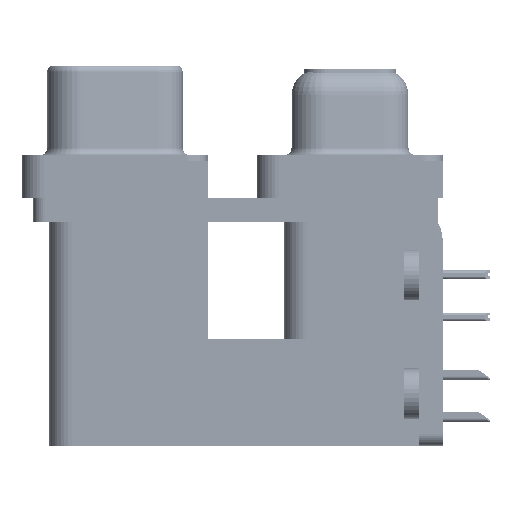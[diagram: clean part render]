
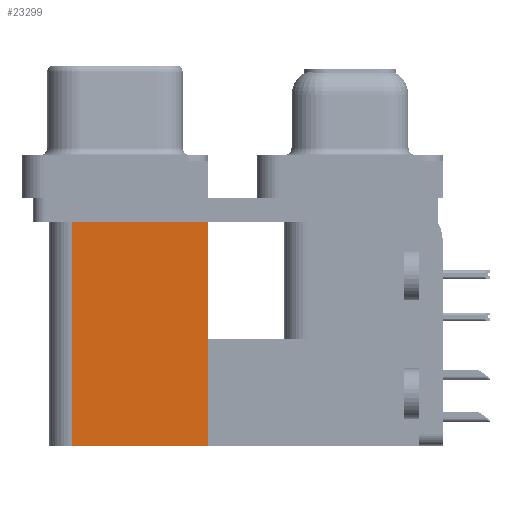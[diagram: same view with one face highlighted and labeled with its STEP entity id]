
A CAD part, left-side view. The second image highlights one B-rep face of the part: STEP entity #23299.
In plain terms, the highlighted planar face has unit normal (-1, 0, 0).
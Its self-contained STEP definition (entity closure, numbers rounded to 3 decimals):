
#2148 = CARTESIAN_POINT ( 'NONE',  ( 3.7, 18.8, -19.2 ) ) ;
#2562 = DIRECTION ( 'NONE',  ( 0., 0., 1. ) ) ;
#4241 = ORIENTED_EDGE ( 'NONE', *, *, #19829, .F. ) ;
#4557 = CARTESIAN_POINT ( 'NONE',  ( 3.7, 9.6, -2.5 ) ) ;
#6203 = ORIENTED_EDGE ( 'NONE', *, *, #50721, .T. ) ;
#10901 = CARTESIAN_POINT ( 'NONE',  ( 3.7, 9.6, -19.2 ) ) ;
#13236 = CARTESIAN_POINT ( 'NONE',  ( 3.7, 9.6, -19.2 ) ) ;
#14160 = CARTESIAN_POINT ( 'NONE',  ( 3.7, 9.6, -2.5 ) ) ;
#16152 = EDGE_CURVE ( 'NONE', #49625, #29631, #53554, .T. ) ;
#18497 = LINE ( 'NONE', #31230, #32869 ) ;
#19829 = EDGE_CURVE ( 'NONE', #20076, #51608, #30061, .T. ) ;
#20076 = VERTEX_POINT ( 'NONE', #10901 ) ;
#22599 = EDGE_LOOP ( 'NONE', ( #24217, #43541, #4241, #6203 ) ) ;
#23299 = ADVANCED_FACE ( 'NONE', ( #43083 ), #52623, .F. ) ;
#24129 = AXIS2_PLACEMENT_3D ( 'NONE', #13236, #35240, #34659 ) ;
#24217 = ORIENTED_EDGE ( 'NONE', *, *, #16152, .T. ) ;
#25715 = DIRECTION ( 'NONE',  ( 0., 1., 0. ) ) ;
#27698 = VECTOR ( 'NONE', #2562, 1000. ) ;
#29631 = VERTEX_POINT ( 'NONE', #54246 ) ;
#30061 = LINE ( 'NONE', #47754, #54398 ) ;
#31230 = CARTESIAN_POINT ( 'NONE',  ( 3.7, 18.8, -19.2 ) ) ;
#32869 = VECTOR ( 'NONE', #48929, 1000. ) ;
#34659 = DIRECTION ( 'NONE',  ( 0., 0., -1. ) ) ;
#35240 = DIRECTION ( 'NONE',  ( 1., 0., 0. ) ) ;
#37629 = VECTOR ( 'NONE', #44855, 1000. ) ;
#42868 = CARTESIAN_POINT ( 'NONE',  ( 3.7, 9.6, -19.2 ) ) ;
#43083 = FACE_OUTER_BOUND ( 'NONE', #22599, .T. ) ;
#43541 = ORIENTED_EDGE ( 'NONE', *, *, #44522, .F. ) ;
#44522 = EDGE_CURVE ( 'NONE', #51608, #29631, #18497, .T. ) ;
#44855 = DIRECTION ( 'NONE',  ( 0., 1., 0. ) ) ;
#47754 = CARTESIAN_POINT ( 'NONE',  ( 3.7, 9.6, -19.2 ) ) ;
#48929 = DIRECTION ( 'NONE',  ( 0., 0., 1. ) ) ;
#49625 = VERTEX_POINT ( 'NONE', #4557 ) ;
#50721 = EDGE_CURVE ( 'NONE', #20076, #49625, #50984, .T. ) ;
#50984 = LINE ( 'NONE', #42868, #27698 ) ;
#51608 = VERTEX_POINT ( 'NONE', #2148 ) ;
#52623 = PLANE ( 'NONE',  #24129 ) ;
#53554 = LINE ( 'NONE', #14160, #37629 ) ;
#54246 = CARTESIAN_POINT ( 'NONE',  ( 3.7, 18.8, -2.5 ) ) ;
#54398 = VECTOR ( 'NONE', #25715, 1000. ) ;
